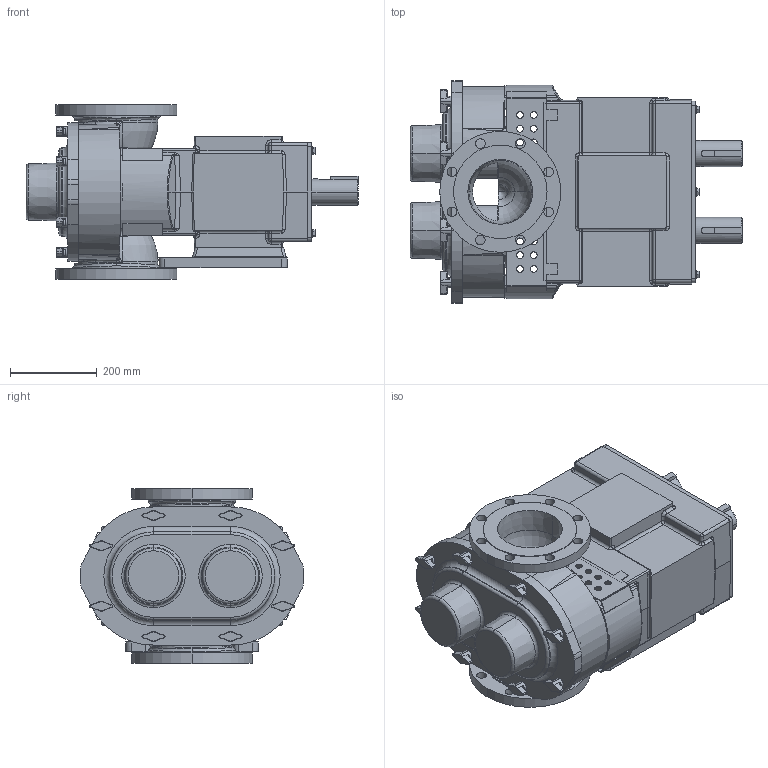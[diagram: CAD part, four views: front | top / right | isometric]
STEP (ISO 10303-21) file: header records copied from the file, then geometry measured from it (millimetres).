
FILE_DESCRIPTION (( 'STEP AP214' ), '1' );
FILE_NAME ('TRA10-3200-004.STEP', '2024-05-23T15:10:55', ( '' ), ( '' ), 'SwSTEP 2.0', 'SolidWorks 2023', '' );
FILE_SCHEMA (( 'AUTOMOTIVE_DESIGN' ));
Length unit declared in the file: inch
Products named in the file (4): TRA10-3200-COVER-STD; TRA10-3200-004; TRA10-3200-GEARBOX-V; WA3200RCN-60F-60F-00
Assembly tree (3 placements, depth 2):
  TRA10-3200-004
    TRA10-3200-GEARBOX-V
    WA3200RCN-60F-60F-00
    TRA10-3200-COVER-STD
Bounding box: 766.72 x 514.35 x 406.4 mm (x, y, z)
Volume: 51763187.2 mm3; surface area: 2446093.2 mm2
Topology: 3 solids, 3 shells, 1338 faces, 3357 edges, 2021 vertices
Faces by surface type: cylinder 476, plane 340, bspline 202, torus 160, cone 144, sphere 16
Entity records: 50215 total; most frequent: CARTESIAN_POINT 19936, ORIENTED_EDGE 6602, DIRECTION 6048, EDGE_CURVE 3301, AXIS2_PLACEMENT_3D 2407, VERTEX_POINT 2021, EDGE_LOOP 1506, ADVANCED_FACE 1338
